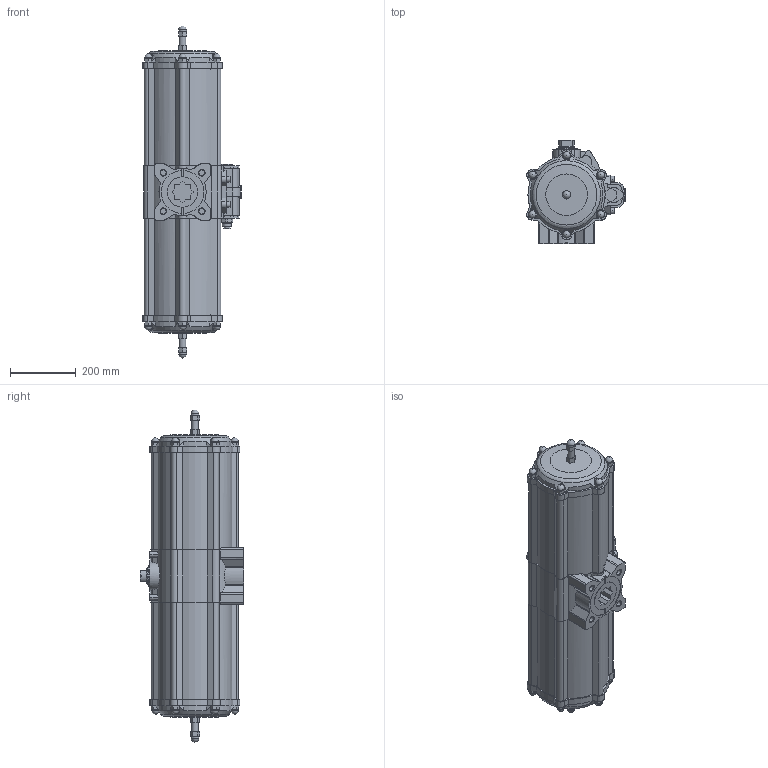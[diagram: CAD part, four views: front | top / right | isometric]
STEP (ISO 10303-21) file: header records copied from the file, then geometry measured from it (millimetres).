
FILE_DESCRIPTION(/* description */ ('STEP AP214'),/* implementation_level */ '2;1');
FILE_NAME(/* name */ '553246_DAPS-1920-090-RS4-F16-T6',/* time_stamp */ '2024-08-13T18:02:09+02:00',/* author */ ('License CC BY-ND 4.0'),/* organization */ ('CADENAS'),/* preprocessor_version */ 'ST-DEVELOPER v19.3',/* originating_system */ 'PARTsolutions',/* authorisation */ ' ');
FILE_SCHEMA (('AUTOMOTIVE_DESIGN {1 0 10303 214 3 1 1}'));
Length unit declared in the file: millimetre
Products named in the file (3): 553246 DAPS-1920-090-RS4-F16-T6---0; 553246 DAPS-1920-090-RS4-F16-T6---(1); 553246 DAPS-1920-090-RS4-F16-T6---(2)
Assembly tree (2 placements, depth 2):
  553246 DAPS-1920-090-RS4-F16-T6---0
    553246 DAPS-1920-090-RS4-F16-T6---(1)
    553246 DAPS-1920-090-RS4-F16-T6---(2)
Bounding box: 298.11 x 315 x 1006.86 mm (x, y, z)
Volume: 38994697.1 mm3; surface area: 1089274.1 mm2
Topology: 2 solids, 2 shells, 803 faces, 2163 edges, 1401 vertices
Faces by surface type: plane 520, cylinder 243, cone 23, sphere 14, torus 3
Full cylindrical faces by diameter (mm): 4.134 x4, 4.917 x5, 14.95 x2, 17.294 x4, 18 x4, 20 x2, 22 x12, 24 x2, 27 x1, 29.8 x1, 40.1 x1, 50 x1, 54.6 x1, 64 x2, 92 x2
Entity records: 24745 total; most frequent: CARTESIAN_POINT 4801, DIRECTION 4154, ORIENTED_EDGE 4076, EDGE_CURVE 2038, AXIS2_PLACEMENT_3D 1413, VERTEX_POINT 1361, LINE 1328, VECTOR 1328
